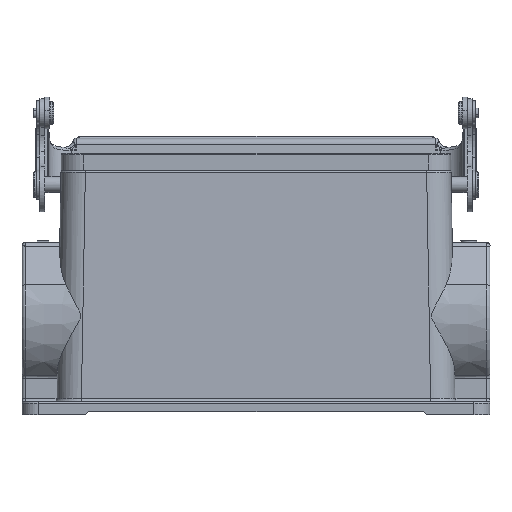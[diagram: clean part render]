
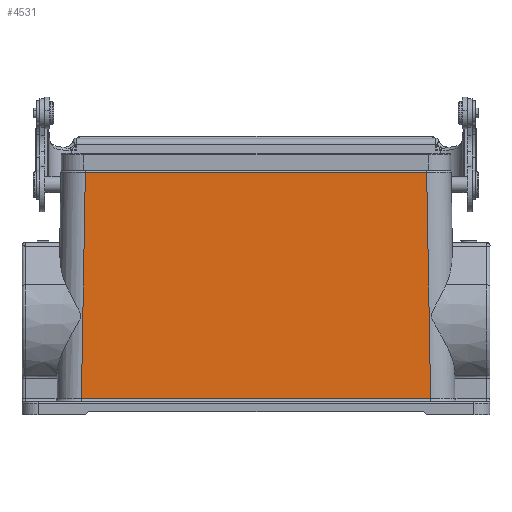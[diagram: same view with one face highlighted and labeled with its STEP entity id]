
A CAD part, top view. The second image highlights one B-rep face of the part: STEP entity #4531.
In plain terms, the highlighted planar face has unit normal (0, 0.018, 1).
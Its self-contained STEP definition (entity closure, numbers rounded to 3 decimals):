
#1327=LINE('',#33541,#2643);
#1328=LINE('',#33543,#2644);
#1329=LINE('',#33545,#2645);
#1330=LINE('',#33547,#2646);
#2643=VECTOR('',#25184,1.);
#2644=VECTOR('',#25187,1.);
#2645=VECTOR('',#25188,1.);
#2646=VECTOR('',#25189,1.);
#4531=ADVANCED_FACE('',(#6286),#5608,.T.);
#5608=PLANE('',#22430);
#6286=FACE_OUTER_BOUND('',#7519,.T.);
#7519=EDGE_LOOP('',(#11507,#11508,#11509,#11510));
#11507=ORIENTED_EDGE('',*,*,#19682,.T.);
#11508=ORIENTED_EDGE('',*,*,#19681,.F.);
#11509=ORIENTED_EDGE('',*,*,#19683,.T.);
#11510=ORIENTED_EDGE('',*,*,#19684,.F.);
#17287=VERTEX_POINT('',#33450);
#17292=VERTEX_POINT('',#33540);
#17293=VERTEX_POINT('',#33544);
#17294=VERTEX_POINT('',#33546);
#19681=EDGE_CURVE('',#17292,#17287,#1327,.T.);
#19682=EDGE_CURVE('',#17293,#17287,#1328,.T.);
#19683=EDGE_CURVE('',#17292,#17294,#1329,.T.);
#19684=EDGE_CURVE('',#17293,#17294,#1330,.T.);
#22430=AXIS2_PLACEMENT_3D('',#33548,#25190,#25191);
#25184=DIRECTION('',(0.017,1.,-0.017));
#25187=DIRECTION('',(-1.,0.,0.));
#25188=DIRECTION('',(1.,0.,0.));
#25189=DIRECTION('',(0.017,-1.,0.017));
#25190=DIRECTION('',(0.,0.017,1.));
#25191=DIRECTION('',(0.,-1.,0.017));
#33450=CARTESIAN_POINT('',(20.49,74.509,-6.491));
#33540=CARTESIAN_POINT('',(19.277,4.983,-5.278));
#33541=CARTESIAN_POINT('',(19.277,4.983,-5.278));
#33543=CARTESIAN_POINT('',(125.51,74.509,-6.491));
#33544=CARTESIAN_POINT('',(125.51,74.509,-6.491));
#33545=CARTESIAN_POINT('',(19.277,4.983,-5.278));
#33546=CARTESIAN_POINT('',(126.723,4.983,-5.278));
#33547=CARTESIAN_POINT('',(125.51,74.509,-6.491));
#33548=CARTESIAN_POINT('',(73.,39.746,-5.885));
